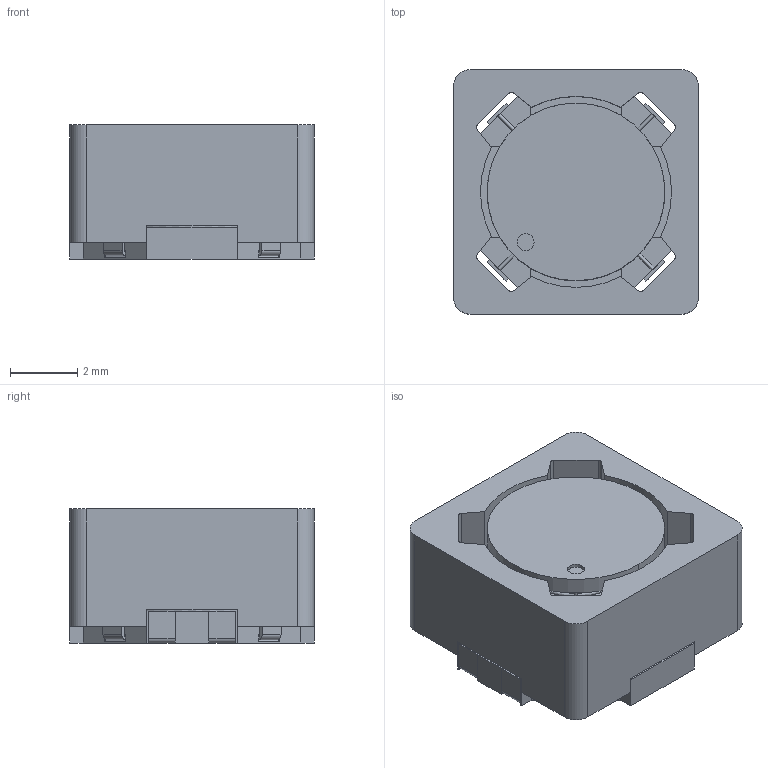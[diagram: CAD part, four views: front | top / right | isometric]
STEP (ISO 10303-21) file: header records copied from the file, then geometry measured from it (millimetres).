
FILE_DESCRIPTION((''),'2;1');
FILE_NAME('IND_WURTH_WE-DD-7332.stp','2011-10-20T11:46:11',(''),(''),'Mechanical Desktop 2011','Mechanical Desktop 2011',', , ');
FILE_SCHEMA(('AUTOMOTIVE_DESIGN { 1 2 10303 214 1 1 1 1 }'));
Length unit declared in the file: millimetre
Products named in the file (1): Product
Bounding box: 7.3 x 7.3 x 4 mm (x, y, z)
Volume: 140.4 mm3; surface area: 552.3 mm2
Topology: 8 solids, 8 shells, 291 faces, 824 edges, 565 vertices
Faces by surface type: plane 194, cylinder 80, bspline 17
Entity records: 14284 total; most frequent: CARTESIAN_POINT 6655, ORIENTED_EDGE 1604, DIRECTION 1504, EDGE_CURVE 802, VECTOR 624, LINE 624, VERTEX_POINT 525, AXIS2_PLACEMENT_3D 440
